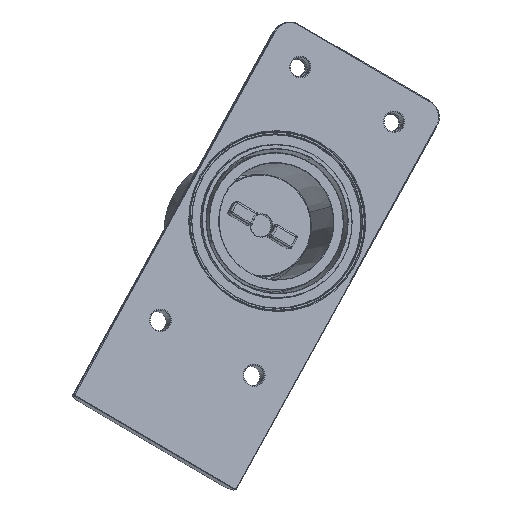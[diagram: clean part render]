
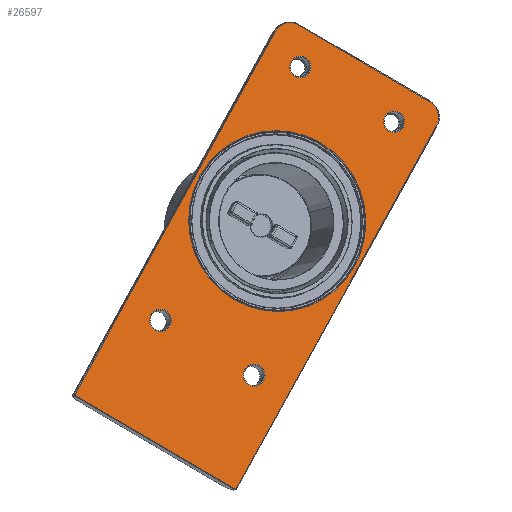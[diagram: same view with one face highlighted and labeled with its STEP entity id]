
A CAD part, front view. The second image highlights one B-rep face of the part: STEP entity #26597.
In plain terms, the highlighted planar face has unit normal (0.211, -0.976, 0.059).
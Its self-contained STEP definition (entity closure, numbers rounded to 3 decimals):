
#22881=CARTESIAN_POINT('',(-40.925,-26.831,
-62.152));
#22882=DIRECTION('',(-0.211,0.976,-0.059));
#22883=DIRECTION('',(0.853,0.155,-0.499));
#22884=AXIS2_PLACEMENT_3D('',#22881,#22882,#22883);
#22886=DIRECTION('',(-0.853,-0.155,0.499));
#22887=VECTOR('',#22886,51.);
#22888=CARTESIAN_POINT('',(-41.068,-26.878,
-62.412));
#22889=LINE('',#22888,#22887);
#22890=CARTESIAN_POINT('',(-84.419,-34.723,
-36.716));
#22891=DIRECTION('',(-0.211,0.976,-0.059));
#22892=DIRECTION('',(-0.478,-0.155,-0.865));
#22893=AXIS2_PLACEMENT_3D('',#22890,#22891,#22892);
#22895=DIRECTION('',(0.478,0.155,0.865));
#22896=VECTOR('',#22895,114.5);
#22897=CARTESIAN_POINT('',(-84.675,-34.769,
-36.567));
#22898=LINE('',#22897,#22896);
#22899=CARTESIAN_POINT('',(-25.905,-16.23,
60.055));
#22900=DIRECTION('',(-0.211,0.976,-0.059));
#22901=DIRECTION('',(-0.853,-0.155,0.499));
#22902=AXIS2_PLACEMENT_3D('',#22899,#22900,#22901);
#22904=DIRECTION('',(0.853,0.155,-0.499));
#22905=VECTOR('',#22904,42.);
#22906=CARTESIAN_POINT('',(-23.613,-15.484,
64.206));
#22907=LINE('',#22906,#22905);
#22908=CARTESIAN_POINT('',(9.914,-9.731,
39.108));
#22909=DIRECTION('',(-0.211,0.976,-0.059));
#22910=DIRECTION('',(0.478,0.155,0.865));
#22911=AXIS2_PLACEMENT_3D('',#22908,#22909,#22910);
#22913=DIRECTION('',(-0.478,-0.155,-0.865));
#22914=VECTOR('',#22913,114.5);
#22915=CARTESIAN_POINT('',(14.007,-8.988,
36.714));
#22916=LINE('',#22915,#22914);
#22917=CARTESIAN_POINT('',(-23.176,-16.079,
52.739));
#22918=DIRECTION('',(-0.211,0.976,-0.059));
#22919=DIRECTION('',(-0.853,-0.155,0.499));
#22920=AXIS2_PLACEMENT_3D('',#22917,#22918,#22919);
#22922=CARTESIAN_POINT('',(-23.176,-16.079,
52.739));
#22923=DIRECTION('',(-0.211,0.976,-0.059));
#22924=DIRECTION('',(0.853,0.155,-0.499));
#22925=AXIS2_PLACEMENT_3D('',#22922,#22923,#22924);
#22927=CARTESIAN_POINT('',(2.409,-11.437,
37.776));
#22928=DIRECTION('',(-0.211,0.976,-0.059));
#22929=DIRECTION('',(-0.853,-0.155,0.499));
#22930=AXIS2_PLACEMENT_3D('',#22927,#22928,#22929);
#22932=CARTESIAN_POINT('',(2.409,-11.437,
37.776));
#22933=DIRECTION('',(-0.211,0.976,-0.059));
#22934=DIRECTION('',(0.853,0.155,-0.499));
#22935=AXIS2_PLACEMENT_3D('',#22932,#22933,#22934);
#22937=CARTESIAN_POINT('',(-35.793,-23.871,
-31.405));
#22938=DIRECTION('',(-0.211,0.976,-0.059));
#22939=DIRECTION('',(-0.853,-0.155,0.499));
#22940=AXIS2_PLACEMENT_3D('',#22937,#22938,#22939);
#22942=CARTESIAN_POINT('',(-35.793,-23.871,
-31.405));
#22943=DIRECTION('',(-0.211,0.976,-0.059));
#22944=DIRECTION('',(0.853,0.155,-0.499));
#22945=AXIS2_PLACEMENT_3D('',#22942,#22943,#22944);
#22947=CARTESIAN_POINT('',(-61.377,-28.513,
-16.443));
#22948=DIRECTION('',(-0.211,0.976,-0.059));
#22949=DIRECTION('',(-0.853,-0.155,0.499));
#22950=AXIS2_PLACEMENT_3D('',#22947,#22948,#22949);
#22952=CARTESIAN_POINT('',(-61.377,-28.513,
-16.443));
#22953=DIRECTION('',(-0.211,0.976,-0.059));
#22954=DIRECTION('',(0.853,0.155,-0.499));
#22955=AXIS2_PLACEMENT_3D('',#22952,#22953,#22954);
#22957=CARTESIAN_POINT('',(-29.484,-19.975,
10.667));
#22958=DIRECTION('',(-0.211,0.976,-0.059));
#22959=DIRECTION('',(-0.478,-0.155,-0.865));
#22960=AXIS2_PLACEMENT_3D('',#22957,#22958,#22959);
#22962=CARTESIAN_POINT('',(-29.484,-19.975,
10.667));
#22963=DIRECTION('',(-0.211,0.976,-0.059));
#22964=DIRECTION('',(0.478,0.155,0.865));
#22965=AXIS2_PLACEMENT_3D('',#22962,#22963,#22964);
#26195=CARTESIAN_POINT('',(-40.669,-26.784,
-62.302));
#26196=CARTESIAN_POINT('',(-41.068,-26.878,
-62.412));
#26197=VERTEX_POINT('',#26195);
#26198=VERTEX_POINT('',#26196);
#26201=CARTESIAN_POINT('',(-84.562,-34.769,
-36.976));
#26202=VERTEX_POINT('',#26201);
#26205=CARTESIAN_POINT('',(-84.675,-34.769,
-36.567));
#26206=VERTEX_POINT('',#26205);
#26209=CARTESIAN_POINT('',(-29.999,-16.973,
62.449));
#26210=VERTEX_POINT('',#26209);
#26213=CARTESIAN_POINT('',(14.007,-8.988,
36.714));
#26214=VERTEX_POINT('',#26213);
#26223=CARTESIAN_POINT('',(-23.613,-15.484,
64.206));
#26224=CARTESIAN_POINT('',(12.206,-8.985,
43.259));
#26225=VERTEX_POINT('',#26223);
#26226=VERTEX_POINT('',#26224);
#26346=CARTESIAN_POINT('',(-25.689,-16.535,
54.208));
#26347=CARTESIAN_POINT('',(-20.663,-15.623,
51.269));
#26348=VERTEX_POINT('',#26346);
#26349=VERTEX_POINT('',#26347);
#26354=CARTESIAN_POINT('',(-0.104,-11.893,
39.246));
#26355=CARTESIAN_POINT('',(4.922,-10.981,
36.307));
#26356=VERTEX_POINT('',#26354);
#26357=VERTEX_POINT('',#26355);
#26362=CARTESIAN_POINT('',(-38.387,-24.341,
-29.887));
#26363=CARTESIAN_POINT('',(-33.198,-23.4,
-32.922));
#26364=VERTEX_POINT('',#26362);
#26365=VERTEX_POINT('',#26363);
#26370=CARTESIAN_POINT('',(-63.972,-28.984,
-14.925));
#26371=CARTESIAN_POINT('',(-58.783,-28.042,
-17.96));
#26372=VERTEX_POINT('',#26370);
#26373=VERTEX_POINT('',#26371);
#26378=CARTESIAN_POINT('',(-41.3,-23.821,
-10.731));
#26379=CARTESIAN_POINT('',(-17.668,-16.129,
32.065));
#26380=VERTEX_POINT('',#26378);
#26381=VERTEX_POINT('',#26379);
#26547=CARTESIAN_POINT('',(-29.484,-19.975,
10.667));
#26548=DIRECTION('',(-0.211,0.976,-0.059));
#26549=DIRECTION('',(0.853,0.155,-0.499));
#26550=AXIS2_PLACEMENT_3D('',#26547,#26548,#26549);
#26551=PLANE('',#26550);
#26553=ORIENTED_EDGE('',*,*,#26552,.T.);
#26555=ORIENTED_EDGE('',*,*,#26554,.T.);
#26557=ORIENTED_EDGE('',*,*,#26556,.T.);
#26558=ORIENTED_EDGE('',*,*,#26533,.T.);
#26559=ORIENTED_EDGE('',*,*,#26423,.T.);
#26560=ORIENTED_EDGE('',*,*,#26448,.T.);
#26562=ORIENTED_EDGE('',*,*,#26561,.T.);
#26564=ORIENTED_EDGE('',*,*,#26563,.T.);
#26565=EDGE_LOOP('',(#26553,#26555,#26557,#26558,#26559,#26560,#26562,#26564));
#26566=FACE_OUTER_BOUND('',#26565,.F.);
#26568=ORIENTED_EDGE('',*,*,#26567,.F.);
#26570=ORIENTED_EDGE('',*,*,#26569,.F.);
#26571=EDGE_LOOP('',(#26568,#26570));
#26572=FACE_BOUND('',#26571,.F.);
#26574=ORIENTED_EDGE('',*,*,#26573,.F.);
#26576=ORIENTED_EDGE('',*,*,#26575,.F.);
#26577=EDGE_LOOP('',(#26574,#26576));
#26578=FACE_BOUND('',#26577,.F.);
#26580=ORIENTED_EDGE('',*,*,#26579,.F.);
#26582=ORIENTED_EDGE('',*,*,#26581,.F.);
#26583=EDGE_LOOP('',(#26580,#26582));
#26584=FACE_BOUND('',#26583,.F.);
#26586=ORIENTED_EDGE('',*,*,#26585,.F.);
#26588=ORIENTED_EDGE('',*,*,#26587,.F.);
#26589=EDGE_LOOP('',(#26586,#26588));
#26590=FACE_BOUND('',#26589,.F.);
#26592=ORIENTED_EDGE('',*,*,#26591,.F.);
#26594=ORIENTED_EDGE('',*,*,#26593,.F.);
#26595=EDGE_LOOP('',(#26592,#26594));
#26596=FACE_BOUND('',#26595,.F.);
#26597=ADVANCED_FACE('',(#26566,#26572,#26578,#26584,#26590,#26596),#26551,.F.);
#22885=CIRCLE('',#22884,0.3);
#22894=CIRCLE('',#22893,0.3);
#22903=CIRCLE('',#22902,4.8);
#22912=CIRCLE('',#22911,4.8);
#22921=CIRCLE('',#22920,2.947);
#22926=CIRCLE('',#22925,2.947);
#22931=CIRCLE('',#22930,2.947);
#22936=CIRCLE('',#22935,2.947);
#22941=CIRCLE('',#22940,3.043);
#22946=CIRCLE('',#22945,3.043);
#22951=CIRCLE('',#22950,3.043);
#22956=CIRCLE('',#22955,3.043);
#22961=CIRCLE('',#22960,24.745);
#22966=CIRCLE('',#22965,24.745);
#26423=EDGE_CURVE('',#26210,#26225,#22903,.T.);
#26448=EDGE_CURVE('',#26225,#26226,#22907,.T.);
#26533=EDGE_CURVE('',#26206,#26210,#22898,.T.);
#26552=EDGE_CURVE('',#26197,#26198,#22885,.T.);
#26554=EDGE_CURVE('',#26198,#26202,#22889,.T.);
#26556=EDGE_CURVE('',#26202,#26206,#22894,.T.);
#26561=EDGE_CURVE('',#26226,#26214,#22912,.T.);
#26563=EDGE_CURVE('',#26214,#26197,#22916,.T.);
#26567=EDGE_CURVE('',#26348,#26349,#22921,.T.);
#26569=EDGE_CURVE('',#26349,#26348,#22926,.T.);
#26573=EDGE_CURVE('',#26356,#26357,#22931,.T.);
#26575=EDGE_CURVE('',#26357,#26356,#22936,.T.);
#26579=EDGE_CURVE('',#26364,#26365,#22941,.T.);
#26581=EDGE_CURVE('',#26365,#26364,#22946,.T.);
#26585=EDGE_CURVE('',#26372,#26373,#22951,.T.);
#26587=EDGE_CURVE('',#26373,#26372,#22956,.T.);
#26591=EDGE_CURVE('',#26380,#26381,#22961,.T.);
#26593=EDGE_CURVE('',#26381,#26380,#22966,.T.);
